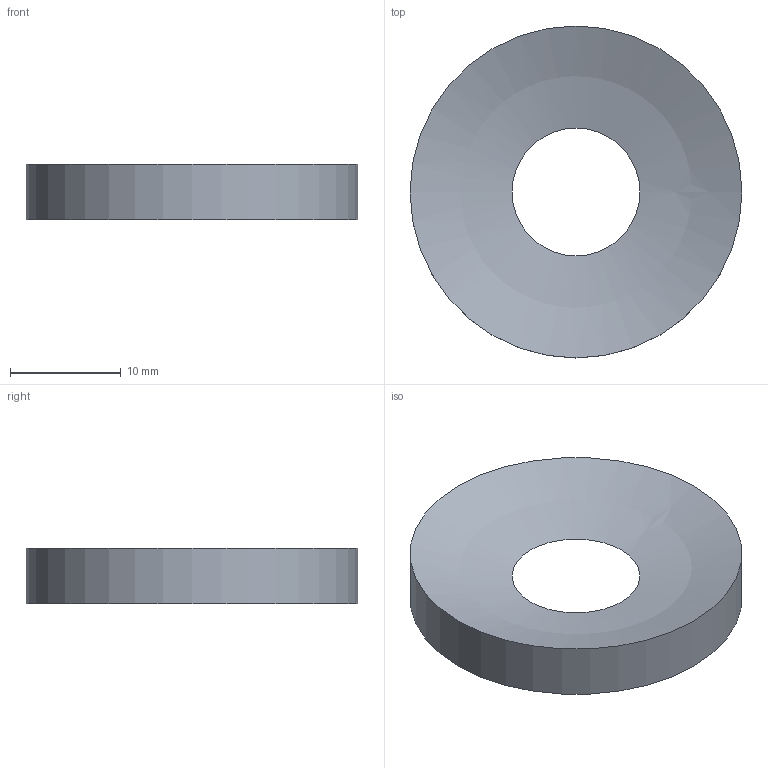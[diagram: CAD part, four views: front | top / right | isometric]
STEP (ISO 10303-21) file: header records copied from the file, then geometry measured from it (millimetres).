
FILE_DESCRIPTION(('Open CASCADE Model'),'2;1');
FILE_NAME('Open CASCADE Shape Model','2025-04-26T01:22:48',('Author'),( 'Open CASCADE'),'Open CASCADE STEP processor 7.8','Open CASCADE 7.8' ,'Unknown');
FILE_SCHEMA(('AUTOMOTIVE_DESIGN { 1 0 10303 214 1 1 1 1 }'));
Length unit declared in the file: millimetre
Products named in the file (1): Open CASCADE STEP translator 7.8 22
Bounding box: 30 x 30 x 5 mm (x, y, z)
Volume: 1488.9 mm3; surface area: 1727.9 mm2
Topology: 1 solids, 1 shells, 3 faces, 6 edges, 3 vertices
Faces by surface type: sphere 2, cylinder 1
Full cylindrical faces by diameter (mm): 30 x1
Entity records: 173 total; most frequent: DIRECTION 31, CARTESIAN_POINT 25, LINE 13, VECTOR 13, ORIENTED_EDGE 12, PCURVE 12, DEFINITIONAL_REPRESENTATION 12, AXIS2_PLACEMENT_3D 9
